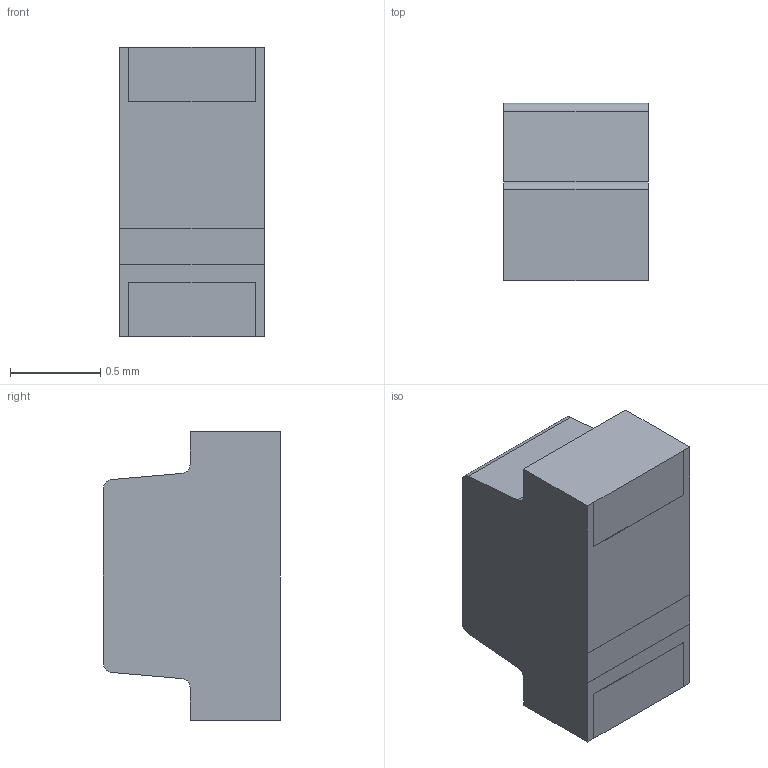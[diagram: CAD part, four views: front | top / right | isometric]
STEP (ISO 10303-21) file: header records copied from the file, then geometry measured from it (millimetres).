
FILE_DESCRIPTION((''),'2;1');
FILE_NAME('4500521853X23_SW0001','2023-05-24T10:59:09',('ldichoso'),(''),'CREO PARAMETRIC BY PTC INC, 2021304','CREO PARAMETRIC BY PTC INC, 2021304','');
FILE_SCHEMA(('CONFIG_CONTROL_DESIGN'));
Length unit declared in the file: inch
Products named in the file (1): 4500521853X23_SW0001
Bounding box: 0.8 x 0.98 x 1.6 mm (x, y, z)
Surface area: 6.7 mm2 (no closed solid volume)
Topology: 0 solids, 1 shells, 18 faces, 68 edges, 48 vertices
Faces by surface type: plane 14, cylinder 4
Entity records: 748 total; most frequent: CARTESIAN_POINT 134, DIRECTION 112, ORIENTED_EDGE 112, EDGE_CURVE 68, VECTOR 60, LINE 60, VERTEX_POINT 48, AXIS2_PLACEMENT_3D 26
